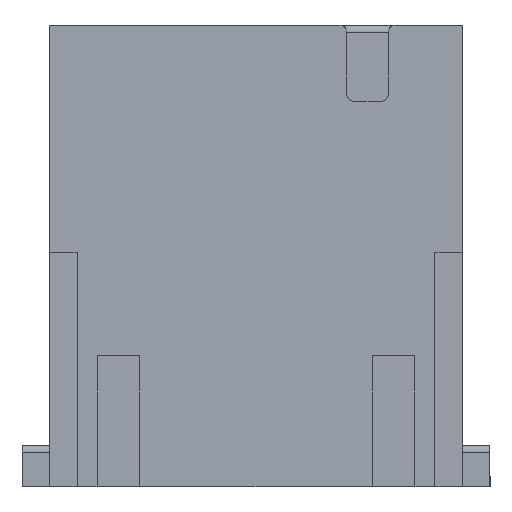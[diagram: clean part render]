
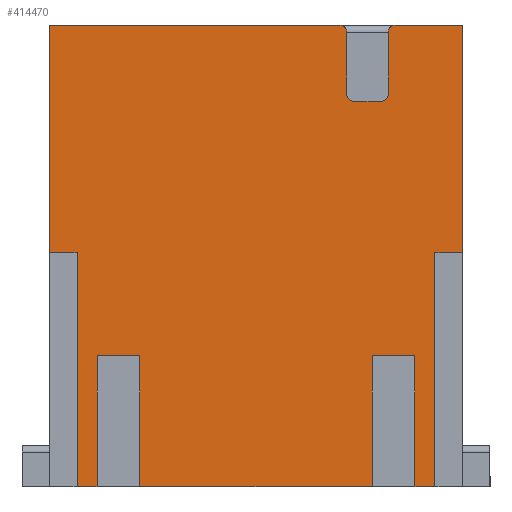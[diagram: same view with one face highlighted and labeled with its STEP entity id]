
A CAD part, left-side view. The second image highlights one B-rep face of the part: STEP entity #414470.
In plain terms, the highlighted face is planar.
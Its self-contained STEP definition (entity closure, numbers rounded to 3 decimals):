
#4080=CARTESIAN_POINT('',(56.048,43.057,-2.));
#4090=VERTEX_POINT('',#4080);
#4140=CARTESIAN_POINT('',(56.048,43.057,-0.438));
#4150=DIRECTION('',(0.,0.,-1.));
#4160=VECTOR('',#4150,1.);
#4170=LINE('',#4140,#4160);
#4180=CARTESIAN_POINT('',(56.048,43.057,-4.));
#4190=VERTEX_POINT('',#4180);
#4200=EDGE_CURVE('',#4090,#4190,#4170,.T.);
#27370=CARTESIAN_POINT('',(56.048,35.557,-28.55));
#27380=VERTEX_POINT('',#27370);
#27460=CARTESIAN_POINT('',(56.048,35.557,-25.45));
#27470=VERTEX_POINT('',#27460);
#27500=CARTESIAN_POINT('',(56.048,35.557,0.));
#27510=DIRECTION('',(0.,0.,-1.));
#27520=VECTOR('',#27510,1.);
#27530=LINE('',#27500,#27520);
#27540=EDGE_CURVE('',#27470,#27380,#27530,.T.);
#35420=CARTESIAN_POINT('',(56.048,26.057,0.));
#35430=DIRECTION('',(0.,0.,-1.));
#35440=VECTOR('',#35430,1.);
#35450=LINE('',#35420,#35440);
#35460=CARTESIAN_POINT('',(56.048,26.057,-28.55)
);
#35470=VERTEX_POINT('',#35460);
#35480=CARTESIAN_POINT('',(56.048,26.057,-30.));
#35490=VERTEX_POINT('',#35480);
#35500=EDGE_CURVE('',#35470,#35490,#35450,.T.);
#40530=CARTESIAN_POINT('',(56.048,26.057,-4.)
);
#40540=VERTEX_POINT('',#40530);
#40570=CARTESIAN_POINT('',(56.048,26.057,0.));
#40580=DIRECTION('',(0.,0.,-1.));
#40590=VECTOR('',#40580,1.);
#40600=LINE('',#40570,#40590);
#40610=CARTESIAN_POINT('',(56.048,26.057,-5.45)
);
#40620=VERTEX_POINT('',#40610);
#40630=EDGE_CURVE('',#40540,#40620,#40600,.T.);
#40850=CARTESIAN_POINT('',(56.048,26.057,-8.55)
);
#40860=VERTEX_POINT('',#40850);
#40890=CARTESIAN_POINT('',(56.048,26.057,0.));
#40900=DIRECTION('',(0.,0.,-1.));
#40910=VECTOR('',#40900,1.);
#40920=LINE('',#40890,#40910);
#40930=CARTESIAN_POINT('',(56.048,26.057,-25.45)
);
#40940=VERTEX_POINT('',#40930);
#40950=EDGE_CURVE('',#40860,#40940,#40920,.T.);
#78130=CARTESIAN_POINT('',(56.048,24.057,-30.));
#78140=DIRECTION('',(0.,-1.,0.));
#78150=VECTOR('',#78140,1.);
#78160=LINE('',#78130,#78150);
#78170=CARTESIAN_POINT('',(56.048,43.057,-30.));
#78180=VERTEX_POINT('',#78170);
#78190=EDGE_CURVE('',#78180,#35490,#78160,.T.);
#79940=CARTESIAN_POINT('',(56.048,59.557,-23.1)
);
#79950=VERTEX_POINT('',#79940);
#79980=CARTESIAN_POINT('',(56.048,59.557,-0.438
));
#79990=DIRECTION('',(0.,0.,-1.));
#80000=VECTOR('',#79990,1.);
#80010=LINE('',#79980,#80000);
#80020=CARTESIAN_POINT('',(56.048,59.557,-2.));
#80030=VERTEX_POINT('',#80020);
#80040=EDGE_CURVE('',#80030,#79950,#80010,.T.);
#84250=CARTESIAN_POINT('',(56.048,59.057,-27.1)
);
#84260=DIRECTION('',(1.,0.,0.));
#84270=DIRECTION('',(0.,0.,-1.));
#84280=AXIS2_PLACEMENT_3D('',#84250,#84260,#84270);
#84290=CIRCLE('',#84280,0.5);
#84300=CARTESIAN_POINT('',(56.048,59.557,-27.1)
);
#84310=VERTEX_POINT('',#84300);
#84320=CARTESIAN_POINT('',(56.048,59.057,-26.6)
);
#84330=VERTEX_POINT('',#84320);
#84340=EDGE_CURVE('',#84310,#84330,#84290,.T.);
#86180=CARTESIAN_POINT('',(56.048,59.057,-23.6)
);
#86190=VERTEX_POINT('',#86180);
#86340=CARTESIAN_POINT('',(56.048,54.557,-23.6));
#86350=VERTEX_POINT('',#86340);
#86380=CARTESIAN_POINT('',(56.048,0.,-23.6));
#86390=DIRECTION('',(0.,-1.,0.));
#86400=VECTOR('',#86390,1.);
#86410=LINE('',#86380,#86400);
#86420=EDGE_CURVE('',#86190,#86350,#86410,.T.);
#87950=CARTESIAN_POINT('',(56.048,54.557,-26.6));
#87960=VERTEX_POINT('',#87950);
#87990=CARTESIAN_POINT('',(56.048,54.557,-26.1));
#88000=DIRECTION('',(-1.,0.,0.));
#88010=DIRECTION('',(0.,1.,0.));
#88020=AXIS2_PLACEMENT_3D('',#87990,#88000,#88010);
#88030=CIRCLE('',#88020,0.5);
#88040=CARTESIAN_POINT('',(56.048,54.057,-26.1));
#88050=VERTEX_POINT('',#88040);
#88060=EDGE_CURVE('',#87960,#88050,#88030,.T.);
#105020=CARTESIAN_POINT('',(56.048,24.057,-4.));
#105030=DIRECTION('',(0.,1.,0.));
#105040=VECTOR('',#105030,1.);
#105050=LINE('',#105020,#105040);
#105060=EDGE_CURVE('',#40540,#4190,#105050,.T.);
#105920=CARTESIAN_POINT('',(56.048,0.,-28.55));
#105930=DIRECTION('',(0.,1.,0.));
#105940=VECTOR('',#105930,1.);
#105950=LINE('',#105920,#105940);
#105960=EDGE_CURVE('',#35470,#27380,#105950,.T.);
#106990=CARTESIAN_POINT('',(56.048,54.557,-24.1));
#107000=DIRECTION('',(1.,0.,0.));
#107010=DIRECTION('',(0.,-1.,0.));
#107020=AXIS2_PLACEMENT_3D('',#106990,#107000,#107010);
#107030=CIRCLE('',#107020,0.5);
#107040=CARTESIAN_POINT('',(56.048,54.057,-24.1));
#107050=VERTEX_POINT('',#107040);
#107060=EDGE_CURVE('',#86350,#107050,#107030,.T.);
#108680=CARTESIAN_POINT('',(56.048,35.557,-8.55));
#108690=VERTEX_POINT('',#108680);
#108860=CARTESIAN_POINT('',(56.048,35.557,-5.45));
#108870=VERTEX_POINT('',#108860);
#108900=CARTESIAN_POINT('',(56.048,35.557,0.));
#108910=DIRECTION('',(0.,0.,-1.));
#108920=VECTOR('',#108910,1.);
#108930=LINE('',#108900,#108920);
#108940=EDGE_CURVE('',#108870,#108690,#108930,.T.);
#114110=CARTESIAN_POINT('',(56.048,54.057,0.));
#114120=DIRECTION('',(0.,0.,1.));
#114130=VECTOR('',#114120,1.);
#114140=LINE('',#114110,#114130);
#114150=EDGE_CURVE('',#88050,#107050,#114140,.T.);
#119790=CARTESIAN_POINT('',(56.048,59.557,-32.));
#119800=VERTEX_POINT('',#119790);
#120880=CARTESIAN_POINT('',(56.048,43.057,-32.));
#120890=VERTEX_POINT('',#120880);
#120920=CARTESIAN_POINT('',(56.048,24.057,-32.));
#120930=DIRECTION('',(0.,-1.,0.));
#120940=VECTOR('',#120930,1.);
#120950=LINE('',#120920,#120940);
#120960=EDGE_CURVE('',#119800,#120890,#120950,.T.);
#126620=EDGE_CURVE('',#84310,#119800,#80010,.T.);
#142590=CARTESIAN_POINT('',(56.048,59.057,-23.1
));
#142600=DIRECTION('',(-1.,0.,0.));
#142610=DIRECTION('',(0.,0.,1.));
#142620=AXIS2_PLACEMENT_3D('',#142590,#142600,#142610);
#142630=CIRCLE('',#142620,0.5);
#142640=EDGE_CURVE('',#79950,#86190,#142630,.T.);
#144050=CARTESIAN_POINT('',(56.048,0.,-26.6));
#144060=DIRECTION('',(0.,1.,0.));
#144070=VECTOR('',#144060,1.);
#144080=LINE('',#144050,#144070);
#144090=EDGE_CURVE('',#87960,#84330,#144080,.T.);
#409380=CARTESIAN_POINT('',(56.048,43.057,-0.438));
#409390=DIRECTION('',(0.,0.,-1.));
#409400=VECTOR('',#409390,1.);
#409410=LINE('',#409380,#409400);
#409420=EDGE_CURVE('',#78180,#120890,#409410,.T.);
#411290=CARTESIAN_POINT('',(56.048,0.,-5.45));
#411300=DIRECTION('',(0.,-1.,0.));
#411310=VECTOR('',#411300,1.);
#411320=LINE('',#411290,#411310);
#411330=EDGE_CURVE('',#108870,#40620,#411320,.T.);
#412390=CARTESIAN_POINT('',(56.048,0.,-8.55));
#412400=DIRECTION('',(0.,1.,0.));
#412410=VECTOR('',#412400,1.);
#412420=LINE('',#412390,#412410);
#412430=EDGE_CURVE('',#40860,#108690,#412420,.T.);
#414060=CARTESIAN_POINT('',(56.048,45.057,-28.3
));
#414070=DIRECTION('',(1.,0.,0.));
#414080=DIRECTION('',(0.,0.,-1.));
#414090=AXIS2_PLACEMENT_3D('',#414060,#414070,#414080);
#414100=PLANE('',#414090);
#414110=ORIENTED_EDGE('',*,*,#409420,.T.);
#414120=ORIENTED_EDGE('',*,*,#78190,.F.);
#414130=ORIENTED_EDGE('',*,*,#35500,.T.);
#414140=ORIENTED_EDGE('',*,*,#105960,.F.);
#414150=ORIENTED_EDGE('',*,*,#27540,.T.);
#414160=CARTESIAN_POINT('',(56.048,0.,-25.45));
#414170=DIRECTION('',(0.,-1.,0.));
#414180=VECTOR('',#414170,1.);
#414190=LINE('',#414160,#414180);
#414200=EDGE_CURVE('',#27470,#40940,#414190,.T.);
#414210=ORIENTED_EDGE('',*,*,#414200,.F.);
#414220=ORIENTED_EDGE('',*,*,#40950,.T.);
#414230=ORIENTED_EDGE('',*,*,#412430,.F.);
#414240=ORIENTED_EDGE('',*,*,#108940,.T.);
#414250=ORIENTED_EDGE('',*,*,#411330,.F.);
#414260=ORIENTED_EDGE('',*,*,#40630,.T.);
#414270=ORIENTED_EDGE('',*,*,#105060,.F.);
#414280=ORIENTED_EDGE('',*,*,#4200,.T.);
#414290=CARTESIAN_POINT('',(56.048,24.057,-2.));
#414300=DIRECTION('',(0.,1.,0.));
#414310=VECTOR('',#414300,1.);
#414320=LINE('',#414290,#414310);
#414330=EDGE_CURVE('',#4090,#80030,#414320,.T.);
#414340=ORIENTED_EDGE('',*,*,#414330,.F.);
#414350=ORIENTED_EDGE('',*,*,#80040,.F.);
#414360=ORIENTED_EDGE('',*,*,#142640,.F.);
#414370=ORIENTED_EDGE('',*,*,#86420,.F.);
#414380=ORIENTED_EDGE('',*,*,#107060,.F.);
#414390=ORIENTED_EDGE('',*,*,#114150,.T.);
#414400=ORIENTED_EDGE('',*,*,#88060,.T.);
#414410=ORIENTED_EDGE('',*,*,#144090,.F.);
#414420=ORIENTED_EDGE('',*,*,#84340,.T.);
#414430=ORIENTED_EDGE('',*,*,#126620,.F.);
#414440=ORIENTED_EDGE('',*,*,#120960,.F.);
#414450=EDGE_LOOP('',(#414440,#414430,#414420,#414410,#414400,#414390,
#414380,#414370,#414360,#414350,#414340,#414280,#414270,#414260,#414250,
#414240,#414230,#414220,#414210,#414150,#414140,#414130,#414120,#414110)
);
#414460=FACE_OUTER_BOUND('',#414450,.T.);
#414470=ADVANCED_FACE('',(#414460),#414100,.T.);
